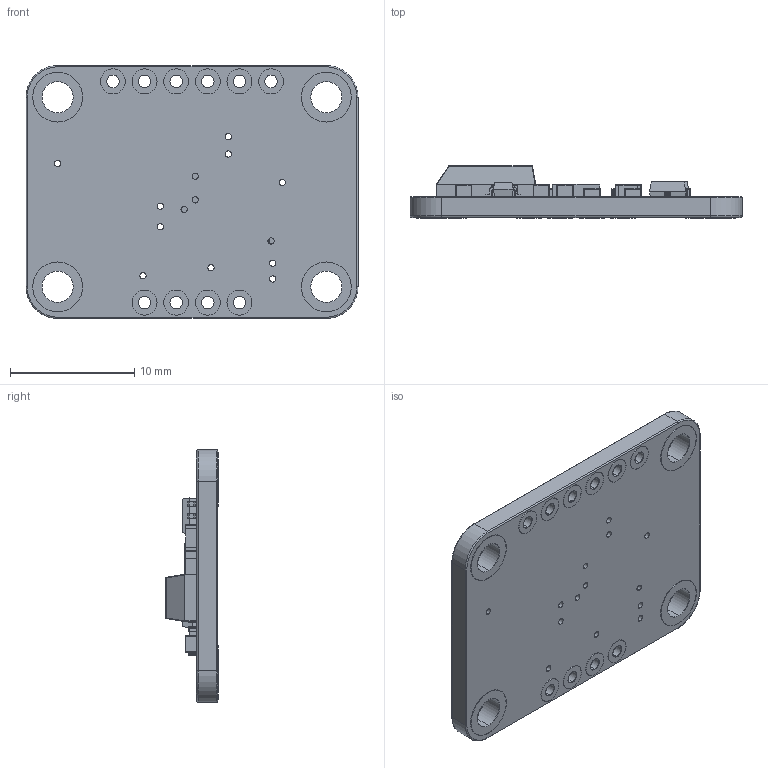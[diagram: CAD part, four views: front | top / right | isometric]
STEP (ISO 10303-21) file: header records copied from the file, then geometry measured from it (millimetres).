
FILE_DESCRIPTION (( 'STEP AP214' ), '1' );
FILE_NAME ('HEL-06-03003-00.step', '2023-07-26T13:50:22', ( '' ), ( '' ), 'SwSTEP 2.0', 'SolidWorks 2021', '' );
FILE_SCHEMA (( 'AUTOMOTIVE_DESIGN' ));
Length unit declared in the file: millimetre
Products named in the file (1): HEL-06-03003-00
Bounding box: 26.67 x 4.2 x 20.32 mm (x, y, z)
Volume: 979 mm3; surface area: 1991.9 mm2
Topology: 89 solids, 89 shells, 770 faces, 1694 edges, 1090 vertices
Faces by surface type: plane 480, cylinder 262, sphere 18, torus 10
Entity records: 29467 total; most frequent: DIRECTION 3746, CARTESIAN_POINT 3553, ORIENTED_EDGE 3360, EDGE_CURVE 1680, AXIS2_PLACEMENT_3D 1299, LINE 1148, VECTOR 1148, VERTEX_POINT 1090
